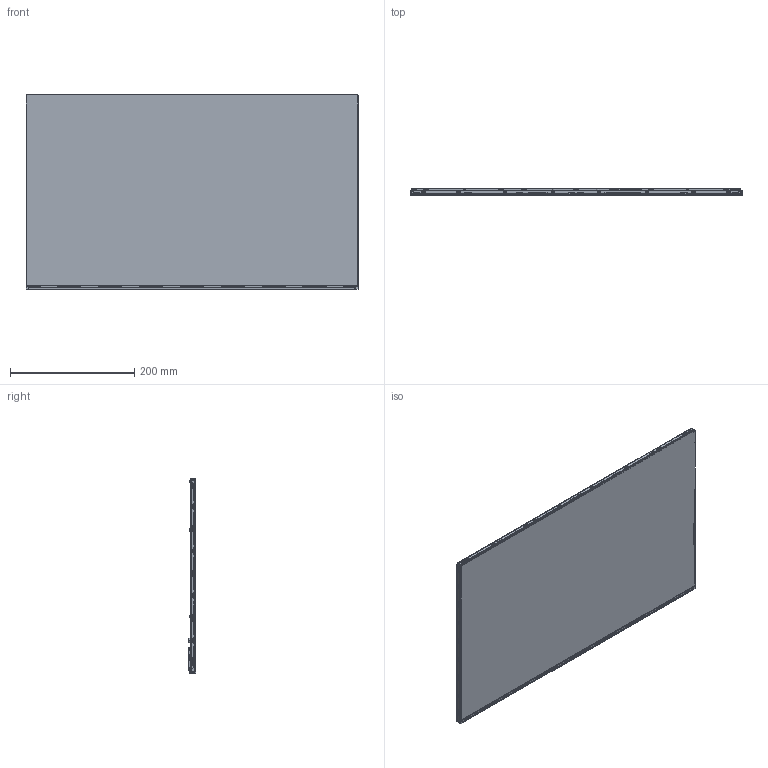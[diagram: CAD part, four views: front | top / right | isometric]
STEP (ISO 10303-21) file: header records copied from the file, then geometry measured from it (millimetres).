
FILE_DESCRIPTION(/* description */ ('Generated from Alias Stage'),/* implementation_level */ '2;1');
FILE_NAME(/* name */ 'display',/* time_stamp */ '2014-07-25T14:58:10-05:00',/* author */ (''),/* organization */ ('Alias Systems'),/* preprocessor_version */ 'ST-DEVELOPER v11',/* originating_system */ 'Autodesk OpenModel 2012',/* authorisation */ '');
FILE_SCHEMA (('AUTOMOTIVE_DESIGN { 1 2 10303 214 1 1 1 1 }'));
Products named in the file (1): display
Bounding box: 535 x 12.7 x 313 mm (x, y, z)
Surface area: 834848.1 mm2 (no closed solid volume)
Topology: 0 solids, 113 shells, 6321 faces, 22349 edges, 16007 vertices
Faces by surface type: bspline 6321
Entity records: 196678 total; most frequent: CARTESIAN_POINT 97422, ORIENTED_EDGE 39110, EDGE_CURVE 22334, VERTEX_POINT 17345, EDGE_LOOP 6892, FACE_OUTER_BOUND 6321, ADVANCED_FACE 6321, FACE_BOUND 571
